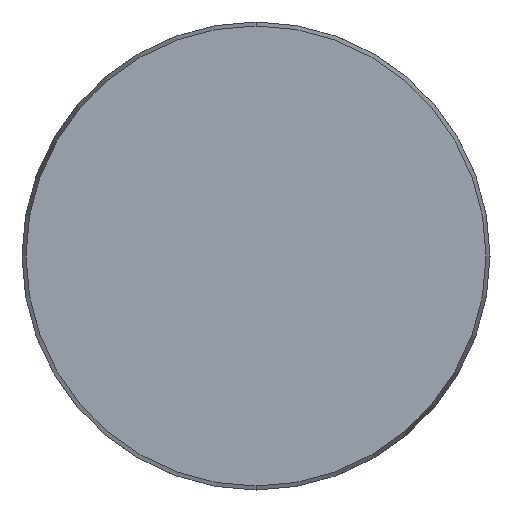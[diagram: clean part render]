
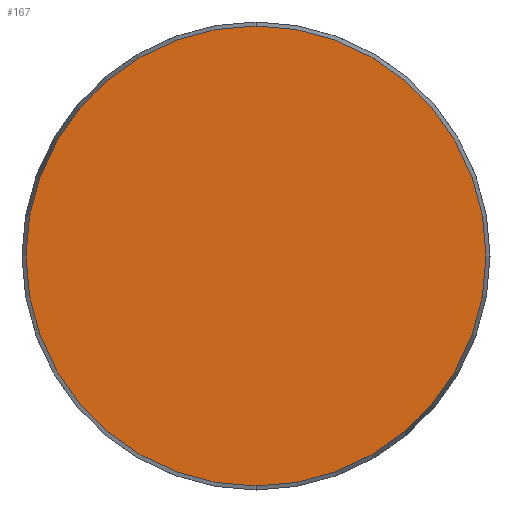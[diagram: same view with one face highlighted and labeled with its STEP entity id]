
A CAD part, front view. The second image highlights one B-rep face of the part: STEP entity #167.
In plain terms, the highlighted planar face has unit normal (0, -1, 0).
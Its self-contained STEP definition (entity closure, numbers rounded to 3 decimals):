
#35 = CIRCLE ( 'NONE', #885, 49.143 ) ;
#64 = EDGE_CURVE ( 'NONE', #915, #1016, #440, .T. ) ;
#164 = CARTESIAN_POINT ( 'NONE',  ( -49.143, 0., 0. ) ) ;
#165 = DIRECTION ( 'NONE',  ( 0., -1., 0. ) ) ;
#167 = ADVANCED_FACE ( 'NONE', ( #492 ), #409, .F. ) ;
#217 = DIRECTION ( 'NONE',  ( 0., -1., 0. ) ) ;
#228 = CARTESIAN_POINT ( 'NONE',  ( 0., 0., 0. ) ) ;
#292 = CARTESIAN_POINT ( 'NONE',  ( 0., 0., -49.143 ) ) ;
#326 = DIRECTION ( 'NONE',  ( 0., 1., 0. ) ) ;
#409 = PLANE ( 'NONE',  #1007 ) ;
#440 = CIRCLE ( 'NONE', #1024, 49.143 ) ;
#483 = DIRECTION ( 'NONE',  ( 0., 0., -1. ) ) ;
#492 = FACE_OUTER_BOUND ( 'NONE', #638, .T. ) ;
#563 = DIRECTION ( 'NONE',  ( 0., 0., 1. ) ) ;
#600 = ORIENTED_EDGE ( 'NONE', *, *, #736, .T. ) ;
#638 = EDGE_LOOP ( 'NONE', ( #720, #600 ) ) ;
#674 = CARTESIAN_POINT ( 'NONE',  ( 0., 0., 0. ) ) ;
#720 = ORIENTED_EDGE ( 'NONE', *, *, #64, .T. ) ;
#736 = EDGE_CURVE ( 'NONE', #1016, #915, #35, .T. ) ;
#874 = DIRECTION ( 'NONE',  ( 0., 0., -1. ) ) ;
#885 = AXIS2_PLACEMENT_3D ( 'NONE', #674, #165, #483 ) ;
#915 = VERTEX_POINT ( 'NONE', #1008 ) ;
#1007 = AXIS2_PLACEMENT_3D ( 'NONE', #164, #326, #563 ) ;
#1008 = CARTESIAN_POINT ( 'NONE',  ( 0., 0., 49.143 ) ) ;
#1016 = VERTEX_POINT ( 'NONE', #292 ) ;
#1024 = AXIS2_PLACEMENT_3D ( 'NONE', #228, #217, #874 ) ;
